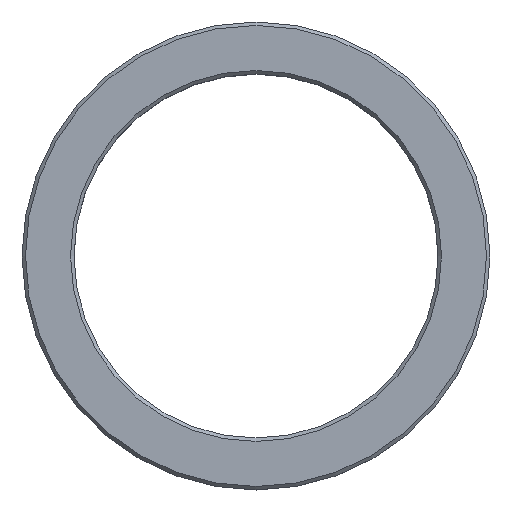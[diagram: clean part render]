
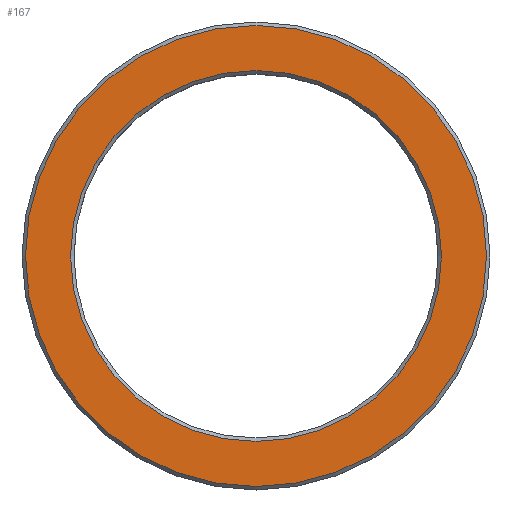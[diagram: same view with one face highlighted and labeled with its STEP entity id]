
A CAD part, top view. The second image highlights one B-rep face of the part: STEP entity #167.
In plain terms, the highlighted planar face has unit normal (0, 0, 1).
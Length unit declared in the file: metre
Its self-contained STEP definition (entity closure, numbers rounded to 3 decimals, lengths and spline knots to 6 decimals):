
#167=ADVANCED_FACE('',(#211,#212),#213,.T.);
#211=FACE_BOUND('',#2803,.T.);
#212=FACE_OUTER_BOUND('',#2804,.T.);
#213=PLANE('',#2805);
#2803=EDGE_LOOP('',(#5434));
#2804=EDGE_LOOP('',(#5435));
#2805=AXIS2_PLACEMENT_3D('',#5436,#5437,#5438);
#5434=ORIENTED_EDGE('',*,*,#5471,.T.);
#5435=ORIENTED_EDGE('',*,*,#5462,.F.);
#5436=CARTESIAN_POINT('',(0.0665,0.0,0.05));
#5437=DIRECTION('',(0.0,0.,1.0));
#5438=DIRECTION('',(0.0,-1.0,0.));
#5462=EDGE_CURVE('',#5496,#5496,#5497,.T.);
#5471=EDGE_CURVE('',#5514,#5514,#5515,.T.);
#5496=VERTEX_POINT('',#5776);
#5497=CIRCLE('',#5777,0.0665);
#5514=VERTEX_POINT('',#5794);
#5515=CIRCLE('',#5795,0.0535);
#5776=CARTESIAN_POINT('',(0.0,0.0665,0.05));
#5777=AXIS2_PLACEMENT_3D('',#5818,#5819,#5820);
#5794=CARTESIAN_POINT('',(0.0,0.0535,0.05));
#5795=AXIS2_PLACEMENT_3D('',#5845,#5846,#5847);
#5818=CARTESIAN_POINT('',(0.0,0.0,0.05));
#5819=DIRECTION('',(0.0,0.,-1.0));
#5820=DIRECTION('',(0.0,1.0,0.));
#5845=CARTESIAN_POINT('',(0.0,0.0,0.05));
#5846=DIRECTION('',(0.0,0.,-1.0));
#5847=DIRECTION('',(0.0,1.0,0.));
